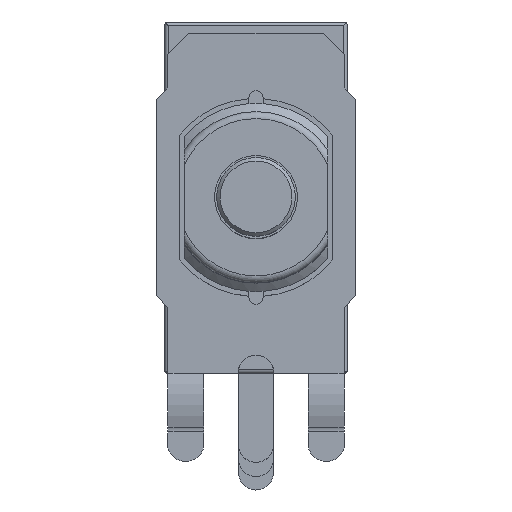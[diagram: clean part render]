
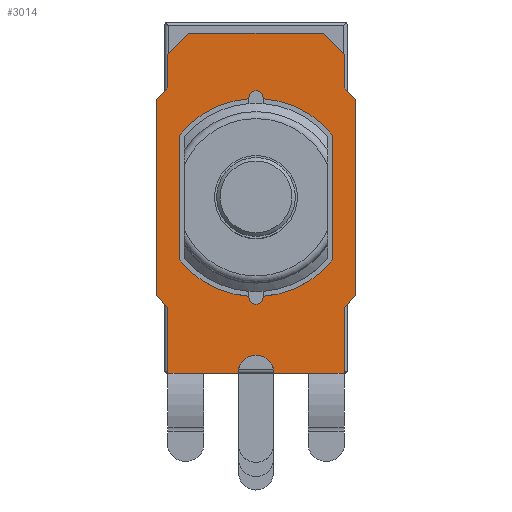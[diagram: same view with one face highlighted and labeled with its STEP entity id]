
A CAD part, top view. The second image highlights one B-rep face of the part: STEP entity #3014.
In plain terms, the highlighted planar face has unit normal (0, 0, 1).
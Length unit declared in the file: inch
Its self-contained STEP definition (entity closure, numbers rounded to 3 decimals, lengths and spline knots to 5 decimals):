
#62=FACE_BOUND('',#419,.T.);
#248=FACE_OUTER_BOUND('',#418,.T.);
#418=EDGE_LOOP('',(#2483,#2484,#2485,#2486,#2487,#2488,#2489,#2490,#2491,
#2492,#2493,#2494,#2495,#2496,#2497,#2498,#2499,#2500));
#419=EDGE_LOOP('',(#2501,#2502,#2503,#2504,#2505,#2506,#2507,#2508,#2509,
#2510,#2511,#2512));
#542=CIRCLE('',#3252,0.0255);
#543=CIRCLE('',#3253,0.01);
#544=CIRCLE('',#3254,0.141);
#545=CIRCLE('',#3255,0.141);
#546=CIRCLE('',#3256,0.01);
#547=CIRCLE('',#3257,0.141);
#548=CIRCLE('',#3258,0.141);
#795=LINE('',#4870,#1107);
#796=LINE('',#4874,#1108);
#797=LINE('',#4876,#1109);
#798=LINE('',#4878,#1110);
#799=LINE('',#4880,#1111);
#800=LINE('',#4882,#1112);
#801=LINE('',#4884,#1113);
#802=LINE('',#4886,#1114);
#803=LINE('',#4888,#1115);
#804=LINE('',#4890,#1116);
#805=LINE('',#4892,#1117);
#806=LINE('',#4894,#1118);
#807=LINE('',#4896,#1119);
#808=LINE('',#4898,#1120);
#809=LINE('',#4900,#1121);
#810=LINE('',#4902,#1122);
#811=LINE('',#4903,#1123);
#812=LINE('',#4908,#1124);
#813=LINE('',#4912,#1125);
#814=LINE('',#4916,#1126);
#815=LINE('',#4920,#1127);
#816=LINE('',#4924,#1128);
#817=LINE('',#4927,#1129);
#1107=VECTOR('',#3913,0.049);
#1108=VECTOR('',#3916,0.049);
#1109=VECTOR('',#3917,0.051);
#1110=VECTOR('',#3918,0.094);
#1111=VECTOR('',#3919,0.02263);
#1112=VECTOR('',#3920,0.28);
#1113=VECTOR('',#3921,0.02263);
#1114=VECTOR('',#3922,0.048);
#1115=VECTOR('',#3923,0.04243);
#1116=VECTOR('',#3924,0.191);
#1117=VECTOR('',#3925,0.04243);
#1118=VECTOR('',#3926,0.048);
#1119=VECTOR('',#3927,0.02263);
#1120=VECTOR('',#3928,0.28);
#1121=VECTOR('',#3929,0.02263);
#1122=VECTOR('',#3930,0.094);
#1123=VECTOR('',#3931,0.051);
#1124=VECTOR('',#3934,0.00136);
#1125=VECTOR('',#3937,0.17766);
#1126=VECTOR('',#3940,0.00136);
#1127=VECTOR('',#3943,0.00136);
#1128=VECTOR('',#3946,0.17766);
#1129=VECTOR('',#3949,0.00136);
#1397=VERTEX_POINT('',#4868);
#1398=VERTEX_POINT('',#4869);
#1399=VERTEX_POINT('',#4871);
#1400=VERTEX_POINT('',#4873);
#1401=VERTEX_POINT('',#4875);
#1402=VERTEX_POINT('',#4877);
#1403=VERTEX_POINT('',#4879);
#1404=VERTEX_POINT('',#4881);
#1405=VERTEX_POINT('',#4883);
#1406=VERTEX_POINT('',#4885);
#1407=VERTEX_POINT('',#4887);
#1408=VERTEX_POINT('',#4889);
#1409=VERTEX_POINT('',#4891);
#1410=VERTEX_POINT('',#4893);
#1411=VERTEX_POINT('',#4895);
#1412=VERTEX_POINT('',#4897);
#1413=VERTEX_POINT('',#4899);
#1414=VERTEX_POINT('',#4901);
#1415=VERTEX_POINT('',#4904);
#1416=VERTEX_POINT('',#4905);
#1417=VERTEX_POINT('',#4907);
#1418=VERTEX_POINT('',#4909);
#1419=VERTEX_POINT('',#4911);
#1420=VERTEX_POINT('',#4913);
#1421=VERTEX_POINT('',#4915);
#1422=VERTEX_POINT('',#4917);
#1423=VERTEX_POINT('',#4919);
#1424=VERTEX_POINT('',#4921);
#1425=VERTEX_POINT('',#4923);
#1426=VERTEX_POINT('',#4925);
#1778=EDGE_CURVE('',#1397,#1398,#795,.T.);
#1779=EDGE_CURVE('',#1397,#1399,#542,.F.);
#1780=EDGE_CURVE('',#1400,#1399,#796,.T.);
#1781=EDGE_CURVE('',#1400,#1401,#797,.T.);
#1782=EDGE_CURVE('',#1401,#1402,#798,.T.);
#1783=EDGE_CURVE('',#1402,#1403,#799,.T.);
#1784=EDGE_CURVE('',#1403,#1404,#800,.T.);
#1785=EDGE_CURVE('',#1404,#1405,#801,.T.);
#1786=EDGE_CURVE('',#1405,#1406,#802,.T.);
#1787=EDGE_CURVE('',#1406,#1407,#803,.T.);
#1788=EDGE_CURVE('',#1407,#1408,#804,.T.);
#1789=EDGE_CURVE('',#1408,#1409,#805,.T.);
#1790=EDGE_CURVE('',#1409,#1410,#806,.T.);
#1791=EDGE_CURVE('',#1410,#1411,#807,.T.);
#1792=EDGE_CURVE('',#1411,#1412,#808,.T.);
#1793=EDGE_CURVE('',#1412,#1413,#809,.T.);
#1794=EDGE_CURVE('',#1413,#1414,#810,.T.);
#1795=EDGE_CURVE('',#1414,#1398,#811,.T.);
#1796=EDGE_CURVE('',#1415,#1416,#543,.F.);
#1797=EDGE_CURVE('',#1416,#1417,#812,.T.);
#1798=EDGE_CURVE('',#1418,#1417,#544,.T.);
#1799=EDGE_CURVE('',#1419,#1418,#813,.T.);
#1800=EDGE_CURVE('',#1420,#1419,#545,.T.);
#1801=EDGE_CURVE('',#1420,#1421,#814,.T.);
#1802=EDGE_CURVE('',#1421,#1422,#546,.F.);
#1803=EDGE_CURVE('',#1422,#1423,#815,.T.);
#1804=EDGE_CURVE('',#1424,#1423,#547,.T.);
#1805=EDGE_CURVE('',#1425,#1424,#816,.T.);
#1806=EDGE_CURVE('',#1426,#1425,#548,.T.);
#1807=EDGE_CURVE('',#1426,#1415,#817,.T.);
#2483=ORIENTED_EDGE('',*,*,#1778,.F.);
#2484=ORIENTED_EDGE('',*,*,#1779,.T.);
#2485=ORIENTED_EDGE('',*,*,#1780,.F.);
#2486=ORIENTED_EDGE('',*,*,#1781,.T.);
#2487=ORIENTED_EDGE('',*,*,#1782,.T.);
#2488=ORIENTED_EDGE('',*,*,#1783,.T.);
#2489=ORIENTED_EDGE('',*,*,#1784,.T.);
#2490=ORIENTED_EDGE('',*,*,#1785,.T.);
#2491=ORIENTED_EDGE('',*,*,#1786,.T.);
#2492=ORIENTED_EDGE('',*,*,#1787,.T.);
#2493=ORIENTED_EDGE('',*,*,#1788,.T.);
#2494=ORIENTED_EDGE('',*,*,#1789,.T.);
#2495=ORIENTED_EDGE('',*,*,#1790,.T.);
#2496=ORIENTED_EDGE('',*,*,#1791,.T.);
#2497=ORIENTED_EDGE('',*,*,#1792,.T.);
#2498=ORIENTED_EDGE('',*,*,#1793,.T.);
#2499=ORIENTED_EDGE('',*,*,#1794,.T.);
#2500=ORIENTED_EDGE('',*,*,#1795,.T.);
#2501=ORIENTED_EDGE('',*,*,#1796,.T.);
#2502=ORIENTED_EDGE('',*,*,#1797,.T.);
#2503=ORIENTED_EDGE('',*,*,#1798,.F.);
#2504=ORIENTED_EDGE('',*,*,#1799,.F.);
#2505=ORIENTED_EDGE('',*,*,#1800,.F.);
#2506=ORIENTED_EDGE('',*,*,#1801,.T.);
#2507=ORIENTED_EDGE('',*,*,#1802,.T.);
#2508=ORIENTED_EDGE('',*,*,#1803,.T.);
#2509=ORIENTED_EDGE('',*,*,#1804,.F.);
#2510=ORIENTED_EDGE('',*,*,#1805,.F.);
#2511=ORIENTED_EDGE('',*,*,#1806,.F.);
#2512=ORIENTED_EDGE('',*,*,#1807,.T.);
#2874=PLANE('',#3251);
#3014=ADVANCED_FACE('',(#248,#62),#2874,.T.);
#3251=AXIS2_PLACEMENT_3D('',#4867,#3911,#3912);
#3252=AXIS2_PLACEMENT_3D('',#4872,#3914,#3915);
#3253=AXIS2_PLACEMENT_3D('',#4906,#3932,#3933);
#3254=AXIS2_PLACEMENT_3D('',#4910,#3935,#3936);
#3255=AXIS2_PLACEMENT_3D('',#4914,#3938,#3939);
#3256=AXIS2_PLACEMENT_3D('',#4918,#3941,#3942);
#3257=AXIS2_PLACEMENT_3D('',#4922,#3944,#3945);
#3258=AXIS2_PLACEMENT_3D('',#4926,#3947,#3948);
#3911=DIRECTION('center_axis',(0.,0.,1.));
#3912=DIRECTION('ref_axis',(1.,0.,0.));
#3913=DIRECTION('',(-1.,0.,0.));
#3914=DIRECTION('center_axis',(0.,0.,1.));
#3915=DIRECTION('ref_axis',(1.,0.,0.));
#3916=DIRECTION('',(-1.,0.,0.));
#3917=DIRECTION('',(1.,0.,0.));
#3918=DIRECTION('',(0.,1.,0.));
#3919=DIRECTION('',(0.707,0.707,0.));
#3920=DIRECTION('',(0.,1.,0.));
#3921=DIRECTION('',(-0.707,0.707,0.));
#3922=DIRECTION('',(0.,1.,0.));
#3923=DIRECTION('',(-0.707,0.707,0.));
#3924=DIRECTION('',(-1.,0.,0.));
#3925=DIRECTION('',(-0.707,-0.707,0.));
#3926=DIRECTION('',(0.,-1.,0.));
#3927=DIRECTION('',(-0.707,-0.707,0.));
#3928=DIRECTION('',(0.,-1.,0.));
#3929=DIRECTION('',(0.707,-0.707,0.));
#3930=DIRECTION('',(0.,-1.,0.));
#3931=DIRECTION('',(1.,0.,0.));
#3932=DIRECTION('center_axis',(0.,0.,1.));
#3933=DIRECTION('ref_axis',(1.,0.,0.));
#3934=DIRECTION('',(0.,1.,0.));
#3935=DIRECTION('center_axis',(0.,0.,1.));
#3936=DIRECTION('ref_axis',(1.,0.,0.));
#3937=DIRECTION('',(0.,-1.,0.));
#3938=DIRECTION('center_axis',(0.,0.,1.));
#3939=DIRECTION('ref_axis',(1.,0.,0.));
#3940=DIRECTION('',(0.,1.,0.));
#3941=DIRECTION('center_axis',(0.,0.,1.));
#3942=DIRECTION('ref_axis',(1.,0.,0.));
#3943=DIRECTION('',(0.,-1.,0.));
#3944=DIRECTION('center_axis',(0.,0.,1.));
#3945=DIRECTION('ref_axis',(1.,0.,0.));
#3946=DIRECTION('',(0.,1.,0.));
#3947=DIRECTION('center_axis',(0.,0.,1.));
#3948=DIRECTION('ref_axis',(1.,0.,0.));
#3949=DIRECTION('',(0.,-1.,0.));
#4867=CARTESIAN_POINT('Origin',(0.,0.,0.016));
#4868=CARTESIAN_POINT('',(-0.0255,-0.25,0.016));
#4869=CARTESIAN_POINT('',(-0.0745,-0.25,0.016));
#4870=CARTESIAN_POINT('',(0.1255,-0.25,0.016));
#4871=CARTESIAN_POINT('',(0.0255,-0.25,0.016));
#4872=CARTESIAN_POINT('Origin',(0.,-0.25,0.016));
#4873=CARTESIAN_POINT('',(0.0745,-0.25,0.016));
#4874=CARTESIAN_POINT('',(0.1255,-0.25,0.016));
#4875=CARTESIAN_POINT('',(0.1255,-0.25,0.016));
#4876=CARTESIAN_POINT('',(-0.1255,-0.25,0.016));
#4877=CARTESIAN_POINT('',(0.1255,-0.156,0.016));
#4878=CARTESIAN_POINT('',(0.1255,-0.25,0.016));
#4879=CARTESIAN_POINT('',(0.1415,-0.14,0.016));
#4880=CARTESIAN_POINT('',(0.1255,-0.156,0.016));
#4881=CARTESIAN_POINT('',(0.1415,0.14,0.016));
#4882=CARTESIAN_POINT('',(0.1415,-0.14,0.016));
#4883=CARTESIAN_POINT('',(0.1255,0.156,0.016));
#4884=CARTESIAN_POINT('',(0.1415,0.14,0.016));
#4885=CARTESIAN_POINT('',(0.1255,0.204,0.016));
#4886=CARTESIAN_POINT('',(0.1255,0.156,0.016));
#4887=CARTESIAN_POINT('',(0.0955,0.234,0.016));
#4888=CARTESIAN_POINT('',(0.1255,0.204,0.016));
#4889=CARTESIAN_POINT('',(-0.0955,0.234,0.016));
#4890=CARTESIAN_POINT('',(0.0955,0.234,0.016));
#4891=CARTESIAN_POINT('',(-0.1255,0.204,0.016));
#4892=CARTESIAN_POINT('',(-0.0955,0.234,0.016));
#4893=CARTESIAN_POINT('',(-0.1255,0.156,0.016));
#4894=CARTESIAN_POINT('',(-0.1255,0.204,0.016));
#4895=CARTESIAN_POINT('',(-0.1415,0.14,0.016));
#4896=CARTESIAN_POINT('',(-0.1255,0.156,0.016));
#4897=CARTESIAN_POINT('',(-0.1415,-0.14,0.016));
#4898=CARTESIAN_POINT('',(-0.1415,0.14,0.016));
#4899=CARTESIAN_POINT('',(-0.1255,-0.156,0.016));
#4900=CARTESIAN_POINT('',(-0.1415,-0.14,0.016));
#4901=CARTESIAN_POINT('',(-0.1255,-0.25,0.016));
#4902=CARTESIAN_POINT('',(-0.1255,-0.156,0.016));
#4903=CARTESIAN_POINT('',(-0.1255,-0.25,0.016));
#4904=CARTESIAN_POINT('',(0.01,-0.142,0.016));
#4905=CARTESIAN_POINT('',(-0.01,-0.142,0.016));
#4906=CARTESIAN_POINT('Origin',(0.,-0.142,0.016));
#4907=CARTESIAN_POINT('',(-0.01,-0.14064,0.016));
#4908=CARTESIAN_POINT('',(-0.01,0.,0.016));
#4909=CARTESIAN_POINT('',(-0.1095,-0.08883,0.016));
#4910=CARTESIAN_POINT('Origin',(0.,0.,
0.016));
#4911=CARTESIAN_POINT('',(-0.1095,0.08883,0.016));
#4912=CARTESIAN_POINT('',(-0.1095,0.08883,0.016));
#4913=CARTESIAN_POINT('',(-0.01,0.14064,0.016));
#4914=CARTESIAN_POINT('Origin',(0.,0.,
0.016));
#4915=CARTESIAN_POINT('',(-0.01,0.142,0.016));
#4916=CARTESIAN_POINT('',(-0.01,0.,0.016));
#4917=CARTESIAN_POINT('',(0.01,0.142,0.016));
#4918=CARTESIAN_POINT('Origin',(0.,0.142,0.016));
#4919=CARTESIAN_POINT('',(0.01,0.14064,0.016));
#4920=CARTESIAN_POINT('',(0.01,0.,0.016));
#4921=CARTESIAN_POINT('',(0.1095,0.08883,0.016));
#4922=CARTESIAN_POINT('Origin',(0.,0.,
0.016));
#4923=CARTESIAN_POINT('',(0.1095,-0.08883,0.016));
#4924=CARTESIAN_POINT('',(0.1095,-0.08883,0.016));
#4925=CARTESIAN_POINT('',(0.01,-0.14064,0.016));
#4926=CARTESIAN_POINT('Origin',(0.,0.,
0.016));
#4927=CARTESIAN_POINT('',(0.01,0.,0.016));
